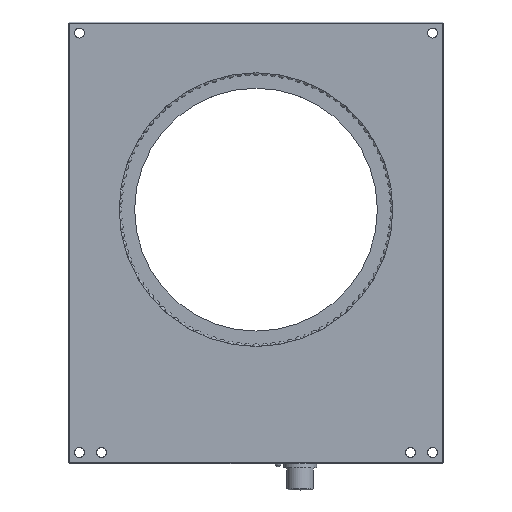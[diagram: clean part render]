
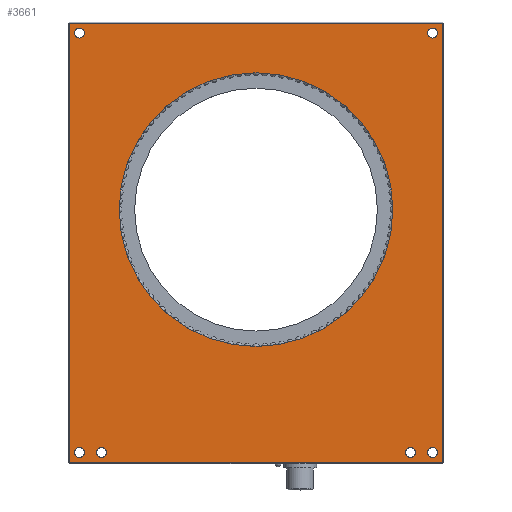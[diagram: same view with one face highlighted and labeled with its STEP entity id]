
A CAD part, top view. The second image highlights one B-rep face of the part: STEP entity #3661.
In plain terms, the highlighted planar face has unit normal (0, 0, 1).
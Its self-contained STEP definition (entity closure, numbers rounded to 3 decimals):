
#53=PLANE('',#4096);
#215=LINE('',#9206,#305);
#225=LINE('',#9226,#315);
#227=LINE('',#9229,#317);
#229=LINE('',#9232,#319);
#305=VECTOR('',#4941,199.);
#315=VECTOR('',#4961,169.);
#317=VECTOR('',#4965,199.);
#319=VECTOR('',#4969,169.);
#697=FACE_BOUND('',#1485,.T.);
#698=FACE_BOUND('',#1486,.T.);
#699=FACE_BOUND('',#1487,.T.);
#700=FACE_BOUND('',#1488,.T.);
#701=FACE_BOUND('',#1489,.T.);
#702=FACE_BOUND('',#1490,.T.);
#703=FACE_BOUND('',#1491,.T.);
#964=FACE_OUTER_BOUND('',#1484,.T.);
#1484=EDGE_LOOP('',(#2891,#2892,#2893,#2894));
#1485=EDGE_LOOP('',(#2895));
#1486=EDGE_LOOP('',(#2896));
#1487=EDGE_LOOP('',(#2897));
#1488=EDGE_LOOP('',(#2898));
#1489=EDGE_LOOP('',(#2899));
#1490=EDGE_LOOP('',(#2900));
#1491=EDGE_LOOP('',(#2901));
#1526=CIRCLE('',#3703,2.25);
#1528=CIRCLE('',#3706,2.25);
#1530=CIRCLE('',#3709,2.25);
#1532=CIRCLE('',#3712,2.25);
#1534=CIRCLE('',#3715,2.25);
#1536=CIRCLE('',#3718,2.25);
#1539=CIRCLE('',#3723,62.);
#1675=VERTEX_POINT('',#5101);
#1677=VERTEX_POINT('',#5106);
#1679=VERTEX_POINT('',#5111);
#1681=VERTEX_POINT('',#5116);
#1683=VERTEX_POINT('',#5121);
#1685=VERTEX_POINT('',#5126);
#1688=VERTEX_POINT('',#5134);
#1928=VERTEX_POINT('',#9180);
#1932=VERTEX_POINT('',#9197);
#1935=VERTEX_POINT('',#9209);
#1938=VERTEX_POINT('',#9219);
#1973=EDGE_CURVE('',#1675,#1675,#1526,.T.);
#1975=EDGE_CURVE('',#1677,#1677,#1528,.T.);
#1977=EDGE_CURVE('',#1679,#1679,#1530,.T.);
#1979=EDGE_CURVE('',#1681,#1681,#1532,.T.);
#1981=EDGE_CURVE('',#1683,#1683,#1534,.T.);
#1983=EDGE_CURVE('',#1685,#1685,#1536,.T.);
#1986=EDGE_CURVE('',#1688,#1688,#1539,.T.);
#2248=EDGE_CURVE('',#1928,#1932,#215,.T.);
#2258=EDGE_CURVE('',#1932,#1938,#225,.T.);
#2260=EDGE_CURVE('',#1938,#1935,#227,.T.);
#2262=EDGE_CURVE('',#1935,#1928,#229,.T.);
#2891=ORIENTED_EDGE('',*,*,#2248,.F.);
#2892=ORIENTED_EDGE('',*,*,#2262,.F.);
#2893=ORIENTED_EDGE('',*,*,#2260,.F.);
#2894=ORIENTED_EDGE('',*,*,#2258,.F.);
#2895=ORIENTED_EDGE('',*,*,#1986,.T.);
#2896=ORIENTED_EDGE('',*,*,#1983,.T.);
#2897=ORIENTED_EDGE('',*,*,#1981,.F.);
#2898=ORIENTED_EDGE('',*,*,#1973,.T.);
#2899=ORIENTED_EDGE('',*,*,#1975,.T.);
#2900=ORIENTED_EDGE('',*,*,#1977,.T.);
#2901=ORIENTED_EDGE('',*,*,#1979,.T.);
#3661=ADVANCED_FACE('',(#964,#697,#698,#699,#700,#701,#702,#703),#53,.T.);
#3703=AXIS2_PLACEMENT_3D('',#5102,#4144,#4145);
#3706=AXIS2_PLACEMENT_3D('',#5107,#4150,#4151);
#3709=AXIS2_PLACEMENT_3D('',#5112,#4156,#4157);
#3712=AXIS2_PLACEMENT_3D('',#5117,#4162,#4163);
#3715=AXIS2_PLACEMENT_3D('',#5122,#4168,#4169);
#3718=AXIS2_PLACEMENT_3D('',#5127,#4174,#4175);
#3723=AXIS2_PLACEMENT_3D('',#5135,#4184,#4185);
#4096=AXIS2_PLACEMENT_3D('',#9242,#4984,#4985);
#4144=DIRECTION('center_axis',(0.,0.,-1.));
#4145=DIRECTION('ref_axis',(1.,0.,0.));
#4150=DIRECTION('center_axis',(0.,0.,-1.));
#4151=DIRECTION('ref_axis',(1.,0.,0.));
#4156=DIRECTION('center_axis',(0.,0.,-1.));
#4157=DIRECTION('ref_axis',(1.,0.,0.));
#4162=DIRECTION('center_axis',(0.,0.,-1.));
#4163=DIRECTION('ref_axis',(1.,0.,0.));
#4168=DIRECTION('center_axis',(0.,0.,1.));
#4169=DIRECTION('ref_axis',(-1.,0.,0.));
#4174=DIRECTION('center_axis',(0.,0.,-1.));
#4175=DIRECTION('ref_axis',(1.,0.,0.));
#4184=DIRECTION('center_axis',(0.,0.,-1.));
#4185=DIRECTION('ref_axis',(-1.,0.,0.));
#4941=DIRECTION('',(0.,-1.,0.));
#4961=DIRECTION('',(-1.,0.,0.));
#4965=DIRECTION('',(0.,1.,0.));
#4969=DIRECTION('',(1.,0.,0.));
#4984=DIRECTION('center_axis',(0.,0.,1.));
#4985=DIRECTION('ref_axis',(1.,0.,0.));
#5101=CARTESIAN_POINT('',(2.75,5.,15.));
#5102=CARTESIAN_POINT('Origin',(5.,5.,15.));
#5106=CARTESIAN_POINT('',(12.75,5.,15.));
#5107=CARTESIAN_POINT('Origin',(15.,5.,15.));
#5111=CARTESIAN_POINT('',(152.75,5.,15.));
#5112=CARTESIAN_POINT('Origin',(155.,5.,15.));
#5116=CARTESIAN_POINT('',(162.75,5.,15.));
#5117=CARTESIAN_POINT('Origin',(165.,5.,15.));
#5121=CARTESIAN_POINT('',(2.75,195.,15.));
#5122=CARTESIAN_POINT('Origin',(5.,195.,15.));
#5126=CARTESIAN_POINT('',(162.75,195.,15.));
#5127=CARTESIAN_POINT('Origin',(165.,195.,15.));
#5134=CARTESIAN_POINT('',(23.,115.,15.));
#5135=CARTESIAN_POINT('Origin',(85.,115.,15.));
#9180=CARTESIAN_POINT('',(169.5,199.5,15.));
#9197=CARTESIAN_POINT('',(169.5,0.5,15.));
#9206=CARTESIAN_POINT('',(169.5,199.5,15.));
#9209=CARTESIAN_POINT('',(0.5,199.5,15.));
#9219=CARTESIAN_POINT('',(0.5,0.5,15.));
#9226=CARTESIAN_POINT('',(169.5,0.5,15.));
#9229=CARTESIAN_POINT('',(0.5,0.5,15.));
#9232=CARTESIAN_POINT('',(0.5,199.5,15.));
#9242=CARTESIAN_POINT('Origin',(85.,100.,15.));
